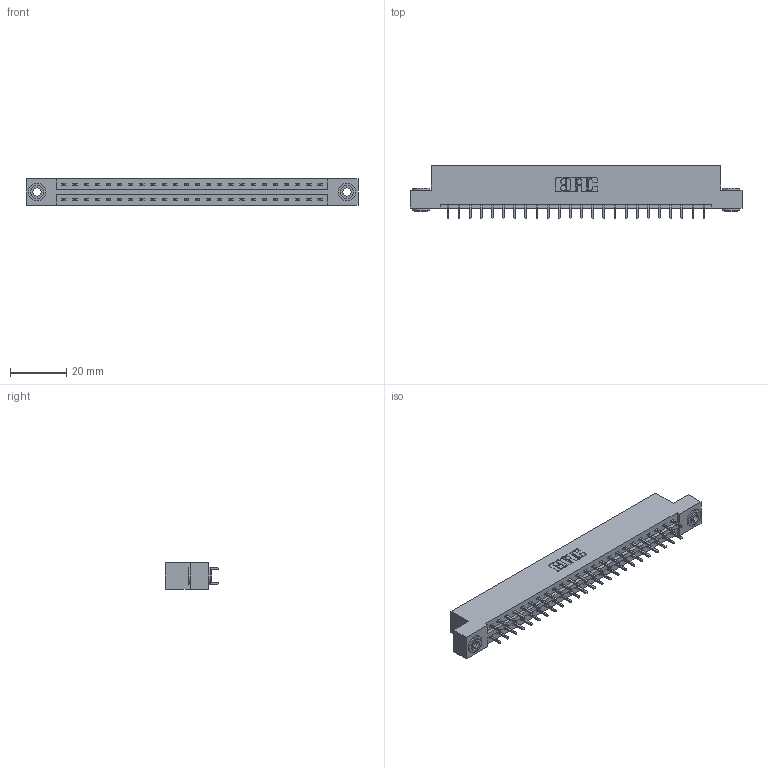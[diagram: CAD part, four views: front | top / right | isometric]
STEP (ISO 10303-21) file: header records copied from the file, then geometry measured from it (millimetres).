
FILE_DESCRIPTION (( 'STEP AP203' ), '1' );
FILE_NAME ('387-048-521-203.STEP', '2019-10-18T09:05:46', ( '' ), ( '' ), 'SwSTEP 2.0', 'SolidWorks 2016', '' );
FILE_SCHEMA (( 'CONFIG_CONTROL_DESIGN' ));
Length unit declared in the file: inch
Products named in the file (4): 387-048-521-203; 345-250-002_345-250-002-102; 337 Part_Flush Mounting Lugs - 0.156 Dia-TH; 345-292-001_345-293-121
Assembly tree (51 placements, depth 2):
  387-048-521-203
    337 Part_Flush Mounting Lugs - 0.156 Dia-TH
    345-292-001_345-293-121  x48
    345-250-002_345-250-002-102  x2
Bounding box: 118.11 x 19.06 x 9.4 mm (x, y, z)
Volume: 12207.6 mm3; surface area: 13707.9 mm2
Topology: 51 solids, 51 shells, 2744 faces, 8115 edges, 5342 vertices
Faces by surface type: plane 1904, cylinder 832, cone 8
Entity records: 21604 total; most frequent: CARTESIAN_POINT 3629, ORIENTED_EDGE 3558, DIRECTION 3153, EDGE_CURVE 1779, LINE 1627, VECTOR 1627, VERTEX_POINT 1182, AXIS2_PLACEMENT_3D 763
